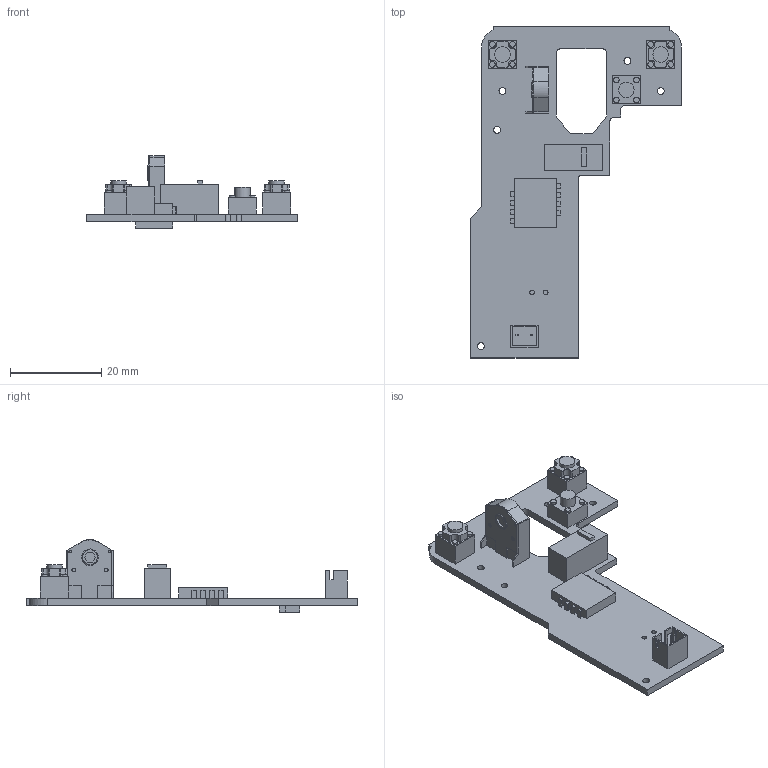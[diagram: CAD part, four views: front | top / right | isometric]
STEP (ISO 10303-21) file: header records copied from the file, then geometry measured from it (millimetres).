
FILE_DESCRIPTION(/* description */ ('STEP AP242','CAx-IF Rec.Pracs.---Representation and Presentation of Product Manufacturing Information (PMI)---4.0---2014-10-13','CAx-IF Rec.Pracs.---3D Tessellated Geometry---0.4---2014-09-14','2;1'),/* implementation_level */ '2;1');
FILE_NAME(/* name */ '684cb6d5e3e7737ee868824a',/* time_stamp */ '2025-06-13T23:40:06Z',/* author */ (''),/* organization */ (''),/* preprocessor_version */ 'ST-DEVELOPER v20',/* originating_system */ 'ONSHAPE BY PTC INC, 1.199',/* authorisation */ ' ');
FILE_SCHEMA (('AP242_MANAGED_MODEL_BASED_3D_ENGINEERING_MIM_LF { 1 0 10303 442 1 1 4 }'));
Length unit declared in the file: metre
Products named in the file (1): Document
Bounding box: 46.11 x 72.65 x 15.91 mm (x, y, z)
Volume: 4723.7 mm3; surface area: 5793.8 mm2
Topology: 1 solids, 1 shells, 290 faces, 755 edges, 500 vertices
Faces by surface type: plane 219, cylinder 65, bspline 4, cone 2
Full cylindrical faces by diameter (mm): 0.548 x2, 0.64 x1, 0.839 x2, 1 x2, 1.253 x12, 1.5 x5, 3.249 x1, 3.4 x3
Entity records: 8911 total; most frequent: CARTESIAN_POINT 1760, ORIENTED_EDGE 1436, DIRECTION 1419, EDGE_CURVE 718, LINE 571, VECTOR 571, VERTEX_POINT 491, AXIS2_PLACEMENT_3D 424
